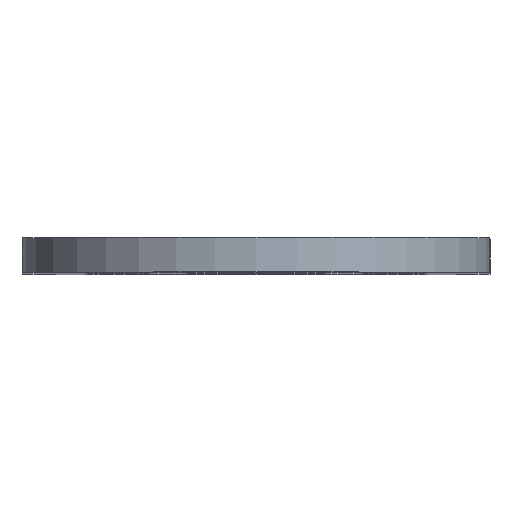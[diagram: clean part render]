
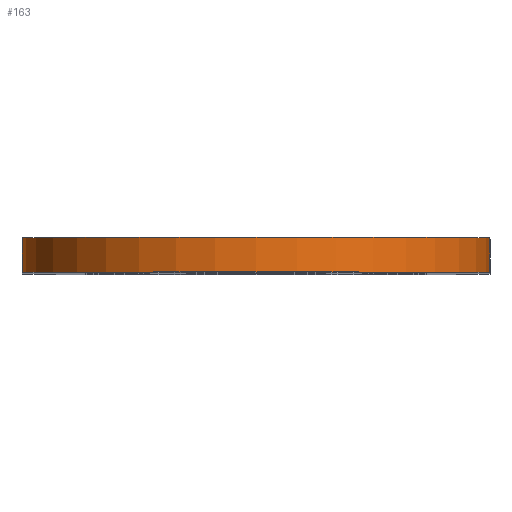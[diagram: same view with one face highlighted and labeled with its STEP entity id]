
A CAD part, top view. The second image highlights one B-rep face of the part: STEP entity #163.
In plain terms, the highlighted cylindrical face has radius 13.5 mm (diameter 27 mm), a partial arc.
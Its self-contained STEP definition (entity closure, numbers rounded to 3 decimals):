
#78 = EDGE_LOOP ( 'NONE', ( #92, #1178, #1462, #537 ) ) ;
#92 = ORIENTED_EDGE ( 'NONE', *, *, #1772, .T. ) ;
#93 = EDGE_CURVE ( 'NONE', #2065, #974, #1158, .T. ) ;
#99 = CARTESIAN_POINT ( 'NONE',  ( 13.5, 0., 32. ) ) ;
#111 = VERTEX_POINT ( 'NONE', #99 ) ;
#160 = VERTEX_POINT ( 'NONE', #776 ) ;
#163 = ADVANCED_FACE ( 'NONE', ( #1004 ), #1374, .T. ) ;
#193 = AXIS2_PLACEMENT_3D ( 'NONE', #1618, #663, #1774 ) ;
#218 = LINE ( 'NONE', #731, #1026 ) ;
#224 = CIRCLE ( 'NONE', #193, 13.5 ) ;
#260 = DIRECTION ( 'NONE',  ( 0., 1., 0. ) ) ;
#445 = AXIS2_PLACEMENT_3D ( 'NONE', #1228, #260, #1379 ) ;
#511 = VECTOR ( 'NONE', #1964, 1000. ) ;
#537 = ORIENTED_EDGE ( 'NONE', *, *, #1835, .T. ) ;
#558 = LINE ( 'NONE', #838, #511 ) ;
#594 = CARTESIAN_POINT ( 'NONE',  ( 13.5, 2., 32. ) ) ;
#663 = DIRECTION ( 'NONE',  ( 0., 1., 0. ) ) ;
#731 = CARTESIAN_POINT ( 'NONE',  ( 13.5, 2., 32. ) ) ;
#740 = DIRECTION ( 'NONE',  ( 0., -1., 0. ) ) ;
#776 = CARTESIAN_POINT ( 'NONE',  ( -13.5, 0., 32. ) ) ;
#838 = CARTESIAN_POINT ( 'NONE',  ( -13.5, 2., 32. ) ) ;
#880 = EDGE_CURVE ( 'NONE', #974, #111, #218, .T. ) ;
#974 = VERTEX_POINT ( 'NONE', #594 ) ;
#983 = CARTESIAN_POINT ( 'NONE',  ( -13.5, 2., 32. ) ) ;
#1004 = FACE_OUTER_BOUND ( 'NONE', #78, .T. ) ;
#1026 = VECTOR ( 'NONE', #740, 1000. ) ;
#1158 = CIRCLE ( 'NONE', #445, 13.5 ) ;
#1178 = ORIENTED_EDGE ( 'NONE', *, *, #880, .F. ) ;
#1228 = CARTESIAN_POINT ( 'NONE',  ( 0., 2., 32. ) ) ;
#1300 = AXIS2_PLACEMENT_3D ( 'NONE', #1893, #2068, #1727 ) ;
#1374 = CYLINDRICAL_SURFACE ( 'NONE', #1300, 13.5 ) ;
#1379 = DIRECTION ( 'NONE',  ( 0., 0., 1. ) ) ;
#1462 = ORIENTED_EDGE ( 'NONE', *, *, #93, .F. ) ;
#1618 = CARTESIAN_POINT ( 'NONE',  ( 0., 0., 32. ) ) ;
#1727 = DIRECTION ( 'NONE',  ( 0., 0., -1. ) ) ;
#1772 = EDGE_CURVE ( 'NONE', #160, #111, #224, .T. ) ;
#1774 = DIRECTION ( 'NONE',  ( 0., 0., 1. ) ) ;
#1835 = EDGE_CURVE ( 'NONE', #2065, #160, #558, .T. ) ;
#1893 = CARTESIAN_POINT ( 'NONE',  ( 0., 2., 32. ) ) ;
#1964 = DIRECTION ( 'NONE',  ( 0., -1., 0. ) ) ;
#2065 = VERTEX_POINT ( 'NONE', #983 ) ;
#2068 = DIRECTION ( 'NONE',  ( 0., -1., 0. ) ) ;
